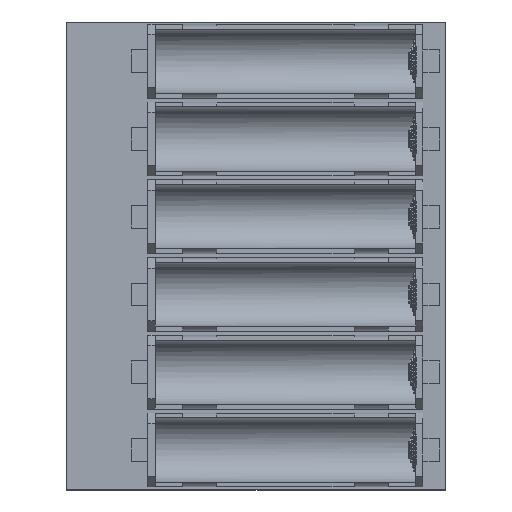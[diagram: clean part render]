
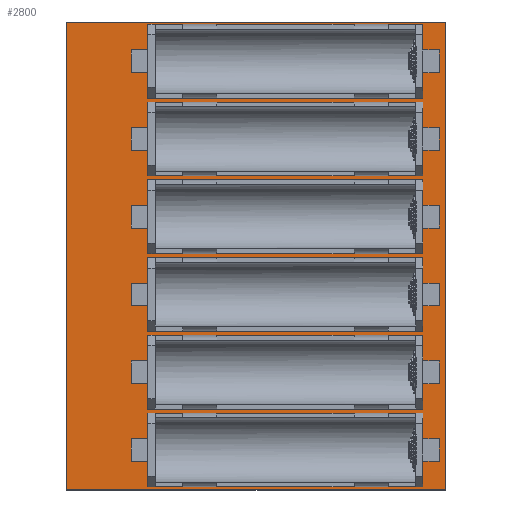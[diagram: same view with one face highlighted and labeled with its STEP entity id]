
A CAD part, top view. The second image highlights one B-rep face of the part: STEP entity #2800.
In plain terms, the highlighted planar face has unit normal (0, 0, 1).
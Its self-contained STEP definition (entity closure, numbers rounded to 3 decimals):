
#2490 = VERTEX_POINT('',#2491);
#2491 = CARTESIAN_POINT('',(214.8,-161.2,1.51));
#2497 = EDGE_CURVE('',#2490,#2498,#2500,.T.);
#2498 = VERTEX_POINT('',#2499);
#2499 = CARTESIAN_POINT('',(108.6,-161.2,1.51));
#2500 = LINE('',#2501,#2502);
#2501 = CARTESIAN_POINT('',(214.8,-161.2,1.51));
#2502 = VECTOR('',#2503,1.);
#2503 = DIRECTION('',(-1.,0.,0.));
#2530 = VERTEX_POINT('',#2531);
#2531 = CARTESIAN_POINT('',(214.8,-30.,1.51));
#2537 = EDGE_CURVE('',#2530,#2490,#2538,.T.);
#2538 = LINE('',#2539,#2540);
#2539 = CARTESIAN_POINT('',(214.8,-30.,1.51));
#2540 = VECTOR('',#2541,1.);
#2541 = DIRECTION('',(0.,-1.,0.));
#2559 = EDGE_CURVE('',#2498,#2560,#2562,.T.);
#2560 = VERTEX_POINT('',#2561);
#2561 = CARTESIAN_POINT('',(108.6,-30.,1.51));
#2562 = LINE('',#2563,#2564);
#2563 = CARTESIAN_POINT('',(108.6,-161.2,1.51));
#2564 = VECTOR('',#2565,1.);
#2565 = DIRECTION('',(0.,1.,0.));
#2800 = ADVANCED_FACE('',(#2801,#2812,#2823,#2834,#2845,#2856,#2867,
    #2878,#2889,#2900,#2911,#2922,#2933,#2944,#2955,#2966,#2977,#2988,
    #2999),#3010,.T.);
#2801 = FACE_BOUND('',#2802,.T.);
#2802 = EDGE_LOOP('',(#2803,#2804,#2805,#2811));
#2803 = ORIENTED_EDGE('',*,*,#2497,.F.);
#2804 = ORIENTED_EDGE('',*,*,#2537,.F.);
#2805 = ORIENTED_EDGE('',*,*,#2806,.F.);
#2806 = EDGE_CURVE('',#2560,#2530,#2807,.T.);
#2807 = LINE('',#2808,#2809);
#2808 = CARTESIAN_POINT('',(108.6,-30.,1.51));
#2809 = VECTOR('',#2810,1.);
#2810 = DIRECTION('',(1.,0.,0.));
#2811 = ORIENTED_EDGE('',*,*,#2559,.F.);
#2812 = FACE_BOUND('',#2813,.T.);
#2813 = EDGE_LOOP('',(#2814));
#2814 = ORIENTED_EDGE('',*,*,#2815,.T.);
#2815 = EDGE_CURVE('',#2816,#2816,#2818,.T.);
#2816 = VERTEX_POINT('',#2817);
#2817 = CARTESIAN_POINT('',(142.31,-159.725,1.51));
#2818 = CIRCLE('',#2819,1.725);
#2819 = AXIS2_PLACEMENT_3D('',#2820,#2821,#2822);
#2820 = CARTESIAN_POINT('',(142.31,-158.,1.51));
#2821 = DIRECTION('',(-0.,0.,-1.));
#2822 = DIRECTION('',(-0.,-1.,0.));
#2823 = FACE_BOUND('',#2824,.T.);
#2824 = EDGE_LOOP('',(#2825));
#2825 = ORIENTED_EDGE('',*,*,#2826,.T.);
#2826 = EDGE_CURVE('',#2827,#2827,#2829,.T.);
#2827 = VERTEX_POINT('',#2828);
#2828 = CARTESIAN_POINT('',(133.8,-143.195,1.51));
#2829 = CIRCLE('',#2830,1.195);
#2830 = AXIS2_PLACEMENT_3D('',#2831,#2832,#2833);
#2831 = CARTESIAN_POINT('',(133.8,-142.,1.51));
#2832 = DIRECTION('',(-0.,0.,-1.));
#2833 = DIRECTION('',(-0.,-1.,0.));
#2834 = FACE_BOUND('',#2835,.T.);
#2835 = EDGE_LOOP('',(#2836));
#2836 = ORIENTED_EDGE('',*,*,#2837,.T.);
#2837 = EDGE_CURVE('',#2838,#2838,#2840,.T.);
#2838 = VERTEX_POINT('',#2839);
#2839 = CARTESIAN_POINT('',(142.31,-137.925,1.51));
#2840 = CIRCLE('',#2841,1.725);
#2841 = AXIS2_PLACEMENT_3D('',#2842,#2843,#2844);
#2842 = CARTESIAN_POINT('',(142.31,-136.2,1.51));
#2843 = DIRECTION('',(-0.,0.,-1.));
#2844 = DIRECTION('',(-0.,-1.,0.));
#2845 = FACE_BOUND('',#2846,.T.);
#2846 = EDGE_LOOP('',(#2847));
#2847 = ORIENTED_EDGE('',*,*,#2848,.T.);
#2848 = EDGE_CURVE('',#2849,#2849,#2851,.T.);
#2849 = VERTEX_POINT('',#2850);
#2850 = CARTESIAN_POINT('',(133.8,-121.395,1.51));
#2851 = CIRCLE('',#2852,1.195);
#2852 = AXIS2_PLACEMENT_3D('',#2853,#2854,#2855);
#2853 = CARTESIAN_POINT('',(133.8,-120.2,1.51));
#2854 = DIRECTION('',(-0.,0.,-1.));
#2855 = DIRECTION('',(-0.,-1.,0.));
#2856 = FACE_BOUND('',#2857,.T.);
#2857 = EDGE_LOOP('',(#2858));
#2858 = ORIENTED_EDGE('',*,*,#2859,.T.);
#2859 = EDGE_CURVE('',#2860,#2860,#2862,.T.);
#2860 = VERTEX_POINT('',#2861);
#2861 = CARTESIAN_POINT('',(142.31,-116.125,1.51));
#2862 = CIRCLE('',#2863,1.725);
#2863 = AXIS2_PLACEMENT_3D('',#2864,#2865,#2866);
#2864 = CARTESIAN_POINT('',(142.31,-114.4,1.51));
#2865 = DIRECTION('',(-0.,0.,-1.));
#2866 = DIRECTION('',(-0.,-1.,0.));
#2867 = FACE_BOUND('',#2868,.T.);
#2868 = EDGE_LOOP('',(#2869));
#2869 = ORIENTED_EDGE('',*,*,#2870,.T.);
#2870 = EDGE_CURVE('',#2871,#2871,#2873,.T.);
#2871 = VERTEX_POINT('',#2872);
#2872 = CARTESIAN_POINT('',(133.8,-99.595,1.51));
#2873 = CIRCLE('',#2874,1.195);
#2874 = AXIS2_PLACEMENT_3D('',#2875,#2876,#2877);
#2875 = CARTESIAN_POINT('',(133.8,-98.4,1.51));
#2876 = DIRECTION('',(-0.,0.,-1.));
#2877 = DIRECTION('',(-0.,-1.,0.));
#2878 = FACE_BOUND('',#2879,.T.);
#2879 = EDGE_LOOP('',(#2880));
#2880 = ORIENTED_EDGE('',*,*,#2881,.T.);
#2881 = EDGE_CURVE('',#2882,#2882,#2884,.T.);
#2882 = VERTEX_POINT('',#2883);
#2883 = CARTESIAN_POINT('',(197.55,-143.725,1.51));
#2884 = CIRCLE('',#2885,1.725);
#2885 = AXIS2_PLACEMENT_3D('',#2886,#2887,#2888);
#2886 = CARTESIAN_POINT('',(197.55,-142.,1.51));
#2887 = DIRECTION('',(-0.,0.,-1.));
#2888 = DIRECTION('',(-0.,-1.,0.));
#2889 = FACE_BOUND('',#2890,.T.);
#2890 = EDGE_LOOP('',(#2891));
#2891 = ORIENTED_EDGE('',*,*,#2892,.T.);
#2892 = EDGE_CURVE('',#2893,#2893,#2895,.T.);
#2893 = VERTEX_POINT('',#2894);
#2894 = CARTESIAN_POINT('',(197.55,-121.925,1.51));
#2895 = CIRCLE('',#2896,1.725);
#2896 = AXIS2_PLACEMENT_3D('',#2897,#2898,#2899);
#2897 = CARTESIAN_POINT('',(197.55,-120.2,1.51));
#2898 = DIRECTION('',(-0.,0.,-1.));
#2899 = DIRECTION('',(-0.,-1.,0.));
#2900 = FACE_BOUND('',#2901,.T.);
#2901 = EDGE_LOOP('',(#2902));
#2902 = ORIENTED_EDGE('',*,*,#2903,.T.);
#2903 = EDGE_CURVE('',#2904,#2904,#2906,.T.);
#2904 = VERTEX_POINT('',#2905);
#2905 = CARTESIAN_POINT('',(197.55,-100.125,1.51));
#2906 = CIRCLE('',#2907,1.725);
#2907 = AXIS2_PLACEMENT_3D('',#2908,#2909,#2910);
#2908 = CARTESIAN_POINT('',(197.55,-98.4,1.51));
#2909 = DIRECTION('',(-0.,0.,-1.));
#2910 = DIRECTION('',(-0.,-1.,0.));
#2911 = FACE_BOUND('',#2912,.T.);
#2912 = EDGE_LOOP('',(#2913));
#2913 = ORIENTED_EDGE('',*,*,#2914,.T.);
#2914 = EDGE_CURVE('',#2915,#2915,#2917,.T.);
#2915 = VERTEX_POINT('',#2916);
#2916 = CARTESIAN_POINT('',(142.31,-94.325,1.51));
#2917 = CIRCLE('',#2918,1.725);
#2918 = AXIS2_PLACEMENT_3D('',#2919,#2920,#2921);
#2919 = CARTESIAN_POINT('',(142.31,-92.6,1.51));
#2920 = DIRECTION('',(-0.,0.,-1.));
#2921 = DIRECTION('',(-0.,-1.,0.));
#2922 = FACE_BOUND('',#2923,.T.);
#2923 = EDGE_LOOP('',(#2924));
#2924 = ORIENTED_EDGE('',*,*,#2925,.T.);
#2925 = EDGE_CURVE('',#2926,#2926,#2928,.T.);
#2926 = VERTEX_POINT('',#2927);
#2927 = CARTESIAN_POINT('',(133.8,-77.795,1.51));
#2928 = CIRCLE('',#2929,1.195);
#2929 = AXIS2_PLACEMENT_3D('',#2930,#2931,#2932);
#2930 = CARTESIAN_POINT('',(133.8,-76.6,1.51));
#2931 = DIRECTION('',(-0.,0.,-1.));
#2932 = DIRECTION('',(-0.,-1.,0.));
#2933 = FACE_BOUND('',#2934,.T.);
#2934 = EDGE_LOOP('',(#2935));
#2935 = ORIENTED_EDGE('',*,*,#2936,.T.);
#2936 = EDGE_CURVE('',#2937,#2937,#2939,.T.);
#2937 = VERTEX_POINT('',#2938);
#2938 = CARTESIAN_POINT('',(142.31,-72.525,1.51));
#2939 = CIRCLE('',#2940,1.725);
#2940 = AXIS2_PLACEMENT_3D('',#2941,#2942,#2943);
#2941 = CARTESIAN_POINT('',(142.31,-70.8,1.51));
#2942 = DIRECTION('',(-0.,0.,-1.));
#2943 = DIRECTION('',(-0.,-1.,0.));
#2944 = FACE_BOUND('',#2945,.T.);
#2945 = EDGE_LOOP('',(#2946));
#2946 = ORIENTED_EDGE('',*,*,#2947,.T.);
#2947 = EDGE_CURVE('',#2948,#2948,#2950,.T.);
#2948 = VERTEX_POINT('',#2949);
#2949 = CARTESIAN_POINT('',(133.8,-55.995,1.51));
#2950 = CIRCLE('',#2951,1.195);
#2951 = AXIS2_PLACEMENT_3D('',#2952,#2953,#2954);
#2952 = CARTESIAN_POINT('',(133.8,-54.8,1.51));
#2953 = DIRECTION('',(-0.,0.,-1.));
#2954 = DIRECTION('',(-0.,-1.,0.));
#2955 = FACE_BOUND('',#2956,.T.);
#2956 = EDGE_LOOP('',(#2957));
#2957 = ORIENTED_EDGE('',*,*,#2958,.T.);
#2958 = EDGE_CURVE('',#2959,#2959,#2961,.T.);
#2959 = VERTEX_POINT('',#2960);
#2960 = CARTESIAN_POINT('',(142.31,-50.725,1.51));
#2961 = CIRCLE('',#2962,1.725);
#2962 = AXIS2_PLACEMENT_3D('',#2963,#2964,#2965);
#2963 = CARTESIAN_POINT('',(142.31,-49.,1.51));
#2964 = DIRECTION('',(-0.,0.,-1.));
#2965 = DIRECTION('',(-0.,-1.,0.));
#2966 = FACE_BOUND('',#2967,.T.);
#2967 = EDGE_LOOP('',(#2968));
#2968 = ORIENTED_EDGE('',*,*,#2969,.T.);
#2969 = EDGE_CURVE('',#2970,#2970,#2972,.T.);
#2970 = VERTEX_POINT('',#2971);
#2971 = CARTESIAN_POINT('',(133.8,-34.195,1.51));
#2972 = CIRCLE('',#2973,1.195);
#2973 = AXIS2_PLACEMENT_3D('',#2974,#2975,#2976);
#2974 = CARTESIAN_POINT('',(133.8,-33.,1.51));
#2975 = DIRECTION('',(-0.,0.,-1.));
#2976 = DIRECTION('',(-0.,-1.,0.));
#2977 = FACE_BOUND('',#2978,.T.);
#2978 = EDGE_LOOP('',(#2979));
#2979 = ORIENTED_EDGE('',*,*,#2980,.T.);
#2980 = EDGE_CURVE('',#2981,#2981,#2983,.T.);
#2981 = VERTEX_POINT('',#2982);
#2982 = CARTESIAN_POINT('',(197.55,-78.325,1.51));
#2983 = CIRCLE('',#2984,1.725);
#2984 = AXIS2_PLACEMENT_3D('',#2985,#2986,#2987);
#2985 = CARTESIAN_POINT('',(197.55,-76.6,1.51));
#2986 = DIRECTION('',(-0.,0.,-1.));
#2987 = DIRECTION('',(-0.,-1.,0.));
#2988 = FACE_BOUND('',#2989,.T.);
#2989 = EDGE_LOOP('',(#2990));
#2990 = ORIENTED_EDGE('',*,*,#2991,.T.);
#2991 = EDGE_CURVE('',#2992,#2992,#2994,.T.);
#2992 = VERTEX_POINT('',#2993);
#2993 = CARTESIAN_POINT('',(197.55,-56.525,1.51));
#2994 = CIRCLE('',#2995,1.725);
#2995 = AXIS2_PLACEMENT_3D('',#2996,#2997,#2998);
#2996 = CARTESIAN_POINT('',(197.55,-54.8,1.51));
#2997 = DIRECTION('',(-0.,0.,-1.));
#2998 = DIRECTION('',(-0.,-1.,0.));
#2999 = FACE_BOUND('',#3000,.T.);
#3000 = EDGE_LOOP('',(#3001));
#3001 = ORIENTED_EDGE('',*,*,#3002,.T.);
#3002 = EDGE_CURVE('',#3003,#3003,#3005,.T.);
#3003 = VERTEX_POINT('',#3004);
#3004 = CARTESIAN_POINT('',(197.55,-34.725,1.51));
#3005 = CIRCLE('',#3006,1.725);
#3006 = AXIS2_PLACEMENT_3D('',#3007,#3008,#3009);
#3007 = CARTESIAN_POINT('',(197.55,-33.,1.51));
#3008 = DIRECTION('',(-0.,0.,-1.));
#3009 = DIRECTION('',(-0.,-1.,0.));
#3010 = PLANE('',#3011);
#3011 = AXIS2_PLACEMENT_3D('',#3012,#3013,#3014);
#3012 = CARTESIAN_POINT('',(0.,0.,1.51));
#3013 = DIRECTION('',(0.,0.,1.));
#3014 = DIRECTION('',(1.,0.,-0.));
